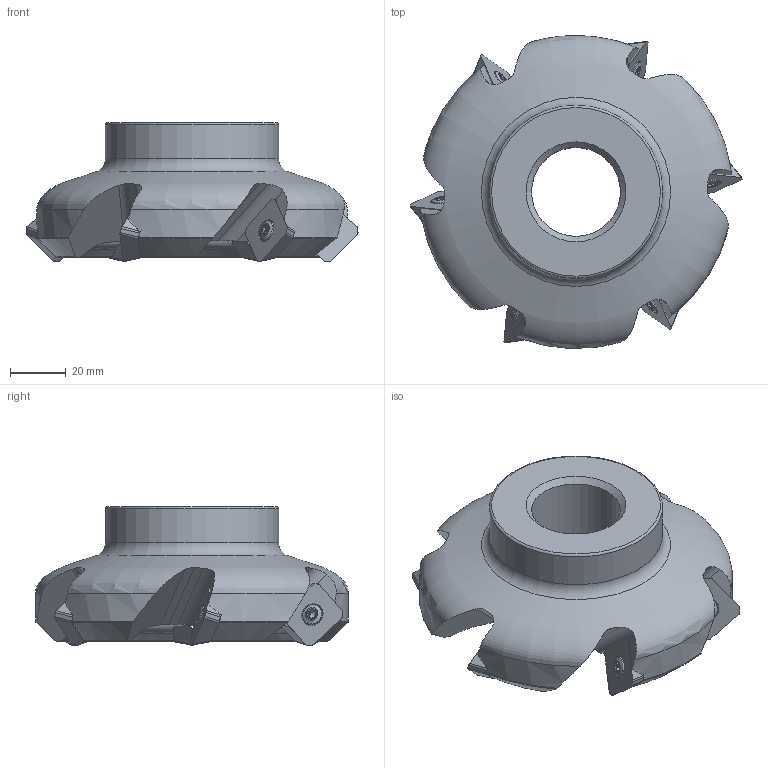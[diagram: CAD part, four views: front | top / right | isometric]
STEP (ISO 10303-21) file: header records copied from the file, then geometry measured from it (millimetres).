
FILE_DESCRIPTION(/* description */ (''),/* implementation_level */ '2;1');
FILE_NAME(/* name */ 'TOOLASSEMBLY_1.STP',/* time_stamp */ '2022-12-22T10:53:21+01:00',/* author */ (''),/* organization */ ('SMS'),/* preprocessor_version */ 'ST-DEVELOPER v16.7',/* originating_system */ 'SIEMENS PLM Software NX 12.0',/* authorisation */ '');
FILE_SCHEMA (('AUTOMOTIVE_DESIGN { 1 0 10303 214 3 1 1 1 }'));
Length unit declared in the file: millimetre
Products named in the file (4): ASSEMBLY_CONSTRUCTION; CUT_20221222105234; NOCUT_20221222105224; TOOLASSEMBLY_1
Assembly tree (8 placements, depth 2):
  TOOLASSEMBLY_1
    NOCUT_20221222105224
    CUT_20221222105234  x6
    ASSEMBLY_CONSTRUCTION
Bounding box: 119.57 x 112.72 x 50 mm (x, y, z)
Volume: 205147.7 mm3; surface area: 39513.7 mm2
Topology: 7 solids, 7 shells, 550 faces, 1437 edges, 933 vertices
Faces by surface type: plane 176, cylinder 159, cone 82, torus 53, extrusion 48, bspline 24, sphere 6, revolution 2
Full cylindrical faces by diameter (mm): 4.5 x6, 5.7 x6, 7.2 x6, 8.103 x6, 32.013 x1, 45 x1, 62.386 x1
Entity records: 13523 total; most frequent: CARTESIAN_POINT 4791, ORIENTED_EDGE 1766, DIRECTION 1742, EDGE_CURVE 883, AXIS2_PLACEMENT_3D 754, VERTEX_POINT 589, EDGE_LOOP 450, ADVANCED_FACE 375
